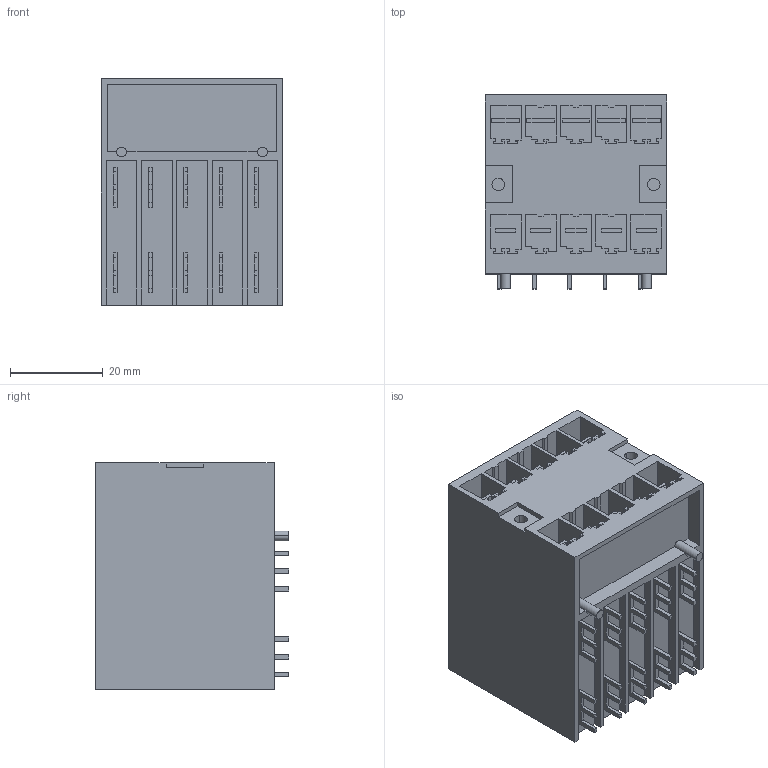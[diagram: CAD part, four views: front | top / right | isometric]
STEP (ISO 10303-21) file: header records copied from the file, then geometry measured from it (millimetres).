
FILE_DESCRIPTION(('CATIA V5 STEP Exchange','CAx-IF Rec.Pracs.--- Model Styling and Organization---1.2---2011-12-15'),'2;1');
FILE_NAME ('D1452764_0_1543330000_1543330000.stp','2017-11-04T08:59:57+00:00',('none'),('Weidmueller'),'CATIA Version 5-6 Release 2014','CATIA V5 STEP AP214','none');
FILE_SCHEMA(('AUTOMOTIVE_DESIGN { 1 0 10303 214 1 1 1 1 }'));
Length unit declared in the file: millimetre
Products named in the file (1): 1543330000
Bounding box: 39.32 x 41.9 x 48.9 mm (x, y, z)
Volume: 59038.8 mm3; surface area: 33663.2 mm2
Topology: 11 solids, 11 shells, 845 faces, 2386 edges, 1592 vertices
Faces by surface type: plane 837, cylinder 8
Entity records: 24596 total; most frequent: ORIENTED_EDGE 4772, CARTESIAN_POINT 4381, DIRECTION 3190, EDGE_CURVE 2386, VECTOR 2370, LINE 2370, VERTEX_POINT 1592, EDGE_LOOP 894
